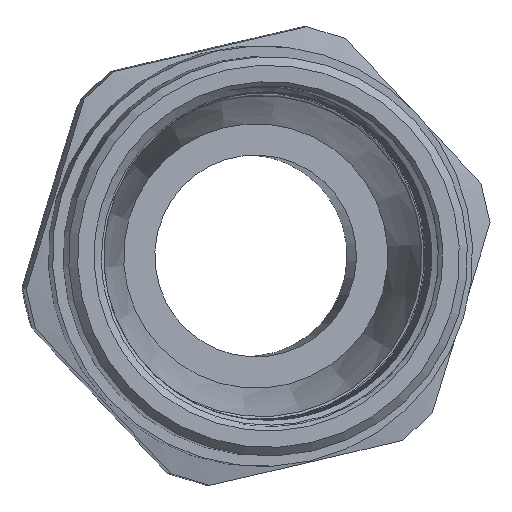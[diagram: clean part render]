
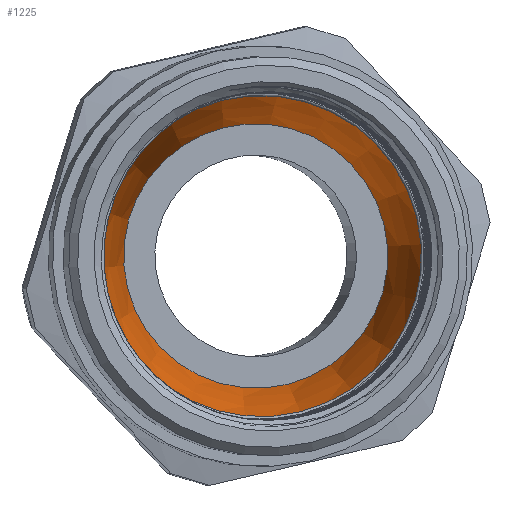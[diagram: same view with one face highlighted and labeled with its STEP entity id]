
A CAD part, left-side view. The second image highlights one B-rep face of the part: STEP entity #1225.
In plain terms, the highlighted conical face has half-angle 12.872 degrees and reference radius 17.235 mm.
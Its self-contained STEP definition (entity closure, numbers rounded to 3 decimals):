
#222=FACE_BOUND('',#424,.T.);
#320=FACE_OUTER_BOUND('',#423,.T.);
#423=EDGE_LOOP('',(#1003));
#424=EDGE_LOOP('',(#1004));
#532=CIRCLE('',#1391,15.565);
#534=CIRCLE('',#1394,18.897);
#621=VERTEX_POINT('',#5604);
#623=VERTEX_POINT('',#5609);
#763=EDGE_CURVE('',#621,#621,#532,.T.);
#765=EDGE_CURVE('',#623,#623,#534,.T.);
#1003=ORIENTED_EDGE('',*,*,#765,.F.);
#1004=ORIENTED_EDGE('',*,*,#763,.F.);
#1179=CONICAL_SURFACE('',#1393,17.235,12.872);
#1225=ADVANCED_FACE('',(#320,#222),#1179,.F.);
#1391=AXIS2_PLACEMENT_3D('',#5605,#1630,#1631);
#1393=AXIS2_PLACEMENT_3D('',#5608,#1634,#1635);
#1394=AXIS2_PLACEMENT_3D('',#5610,#1636,#1637);
#1630=DIRECTION('center_axis',(1.,0.,0.));
#1631=DIRECTION('ref_axis',(0.,-1.,0.));
#1634=DIRECTION('center_axis',(1.,0.,0.));
#1635=DIRECTION('ref_axis',(0.,1.,0.));
#1636=DIRECTION('center_axis',(-1.,0.,0.));
#1637=DIRECTION('ref_axis',(0.,-1.,0.));
#5604=CARTESIAN_POINT('',(-14.815,15.565,0.));
#5605=CARTESIAN_POINT('Origin',(-14.815,0.,0.));
#5608=CARTESIAN_POINT('Origin',(-7.505,0.,0.));
#5609=CARTESIAN_POINT('',(-0.233,18.897,0.));
#5610=CARTESIAN_POINT('Origin',(-0.233,0.,0.));
